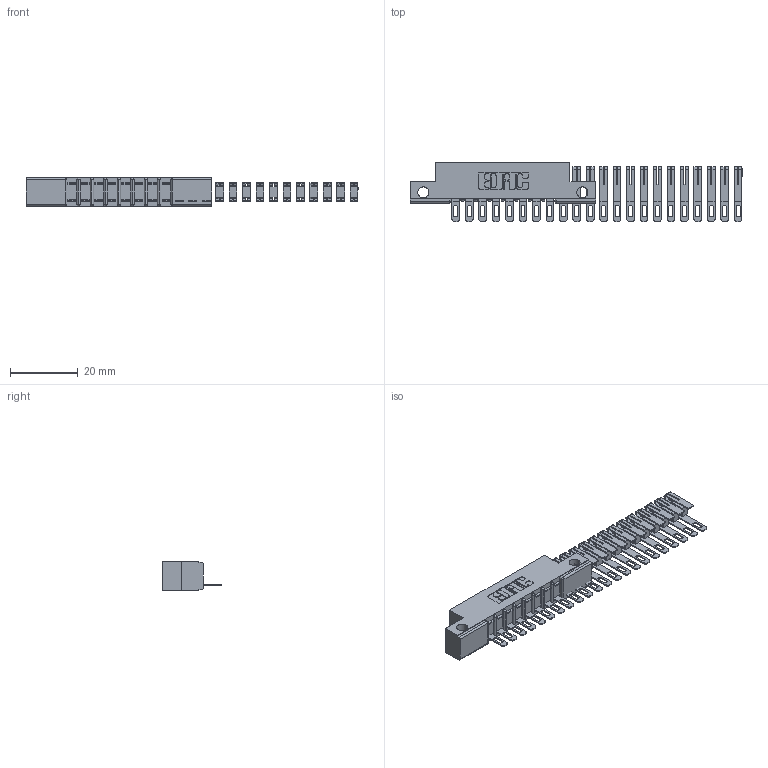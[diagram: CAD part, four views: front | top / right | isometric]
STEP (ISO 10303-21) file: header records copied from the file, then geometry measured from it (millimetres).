
FILE_DESCRIPTION (( 'STEP AP203' ), '1' );
FILE_NAME ('357-022-501-112.STEP', '2018-08-08T22:13:44', ( '' ), ( '' ), 'SwSTEP 2.0', 'SolidWorks 2016', '' );
FILE_SCHEMA (( 'CONFIG_CONTROL_DESIGN' ));
Length unit declared in the file: inch
Products named in the file (3): 357-022-501-112; 307 Part_.128 Dia Side Mounting Holes; 307-290-002_501
Assembly tree (23 placements, depth 2):
  357-022-501-112
    307 Part_.128 Dia Side Mounting Holes
    307-290-002_501  x22
Bounding box: 97.83 x 17.42 x 8.71 mm (x, y, z)
Volume: 3953 mm3; surface area: 8782.8 mm2
Topology: 23 solids, 23 shells, 1519 faces, 4663 edges, 3082 vertices
Faces by surface type: plane 870, cylinder 631, sphere 18
Entity records: 12294 total; most frequent: CARTESIAN_POINT 2006, DIRECTION 1983, ORIENTED_EDGE 1982, EDGE_CURVE 991, LINE 737, VECTOR 737, VERTEX_POINT 646, AXIS2_PLACEMENT_3D 623
